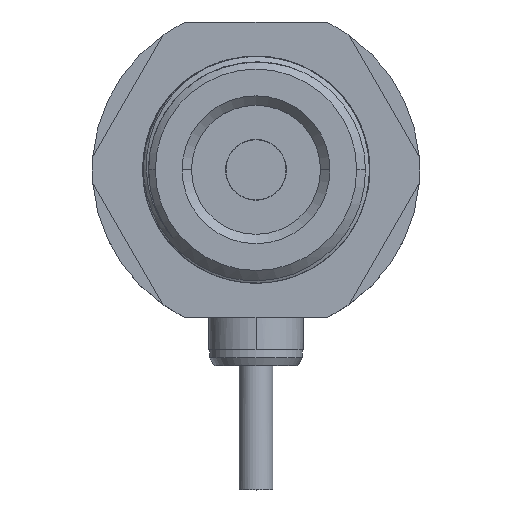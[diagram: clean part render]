
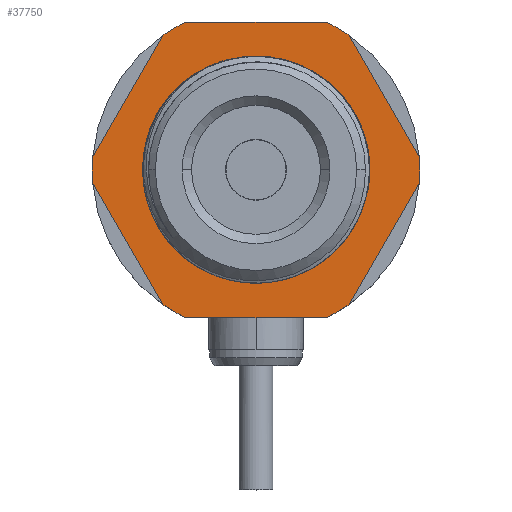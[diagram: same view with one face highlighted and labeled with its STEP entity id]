
A CAD part, top view. The second image highlights one B-rep face of the part: STEP entity #37750.
In plain terms, the highlighted planar face has unit normal (0, 0, 1).
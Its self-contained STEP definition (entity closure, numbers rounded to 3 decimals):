
#35384=CARTESIAN_POINT('',(0.,0.,9.));
#35385=DIRECTION('',(0.,0.,1.));
#35386=DIRECTION('',(-0.096,0.995,0.));
#35387=AXIS2_PLACEMENT_3D('',#35384,#35385,#35386);
#35389=CARTESIAN_POINT('',(-14.58,-10.733,9.));
#35390=CARTESIAN_POINT('',(-15.091,-10.004,9.));
#35391=CARTESIAN_POINT('',(-15.996,-8.489,9.));
#35392=CARTESIAN_POINT('',(-17.012,-6.03,9.));
#35393=CARTESIAN_POINT('',(-17.657,-3.431,9.));
#35394=CARTESIAN_POINT('',(-17.907,-0.804,9.));
#35395=CARTESIAN_POINT('',(-17.773,1.817,9.));
#35396=CARTESIAN_POINT('',(-17.249,4.406,9.));
#35397=CARTESIAN_POINT('',(-16.358,6.869,9.));
#35398=CARTESIAN_POINT('',(-15.127,9.154,9.));
#35399=CARTESIAN_POINT('',(-13.563,11.25,9.));
#35400=CARTESIAN_POINT('',(-11.703,13.09,9.));
#35401=CARTESIAN_POINT('',(-9.618,14.616,9.));
#35402=CARTESIAN_POINT('',(-7.332,15.82,9.));
#35403=CARTESIAN_POINT('',(-4.894,16.671,9.));
#35404=CARTESIAN_POINT('',(-3.226,16.988,9.));
#35405=CARTESIAN_POINT('',(-2.377,17.085,9.));
#35407=CARTESIAN_POINT('',(16.668,-7.067,9.));
#35408=CARTESIAN_POINT('',(16.365,-7.781,9.));
#35409=CARTESIAN_POINT('',(15.677,-9.154,9.));
#35410=CARTESIAN_POINT('',(14.388,-11.068,9.));
#35411=CARTESIAN_POINT('',(12.896,-12.774,9.));
#35412=CARTESIAN_POINT('',(11.207,-14.28,9.));
#35413=CARTESIAN_POINT('',(9.31,-15.584,9.));
#35414=CARTESIAN_POINT('',(7.207,-16.667,9.));
#35415=CARTESIAN_POINT('',(4.875,-17.498,9.));
#35416=CARTESIAN_POINT('',(2.304,-18.024,9.));
#35417=CARTESIAN_POINT('',(-0.381,-18.167,9.));
#35418=CARTESIAN_POINT('',(-3.062,-17.912,9.));
#35419=CARTESIAN_POINT('',(-5.693,-17.257,9.));
#35420=CARTESIAN_POINT('',(-8.118,-16.249,9.));
#35421=CARTESIAN_POINT('',(-10.204,-15.014,9.));
#35422=CARTESIAN_POINT('',(-11.932,-13.67,9.));
#35423=CARTESIAN_POINT('',(-13.387,-12.243,9.));
#35424=CARTESIAN_POINT('',(-14.206,-11.242,9.));
#35425=CARTESIAN_POINT('',(-14.58,-10.733,9.));
#35427=CARTESIAN_POINT('',(-1.653,17.171,9.));
#35428=CARTESIAN_POINT('',(-0.917,17.259,9.));
#35429=CARTESIAN_POINT('',(0.554,17.34,9.));
#35430=CARTESIAN_POINT('',(2.776,17.181,9.));
#35431=CARTESIAN_POINT('',(4.955,16.738,9.));
#35432=CARTESIAN_POINT('',(7.058,16.022,9.));
#35433=CARTESIAN_POINT('',(9.059,15.044,9.));
#35434=CARTESIAN_POINT('',(10.916,13.822,9.));
#35435=CARTESIAN_POINT('',(12.609,12.371,9.));
#35436=CARTESIAN_POINT('',(14.098,10.731,9.));
#35437=CARTESIAN_POINT('',(15.38,8.9,9.));
#35438=CARTESIAN_POINT('',(16.436,6.895,9.));
#35439=CARTESIAN_POINT('',(17.226,4.768,9.));
#35440=CARTESIAN_POINT('',(17.726,2.635,9.));
#35441=CARTESIAN_POINT('',(17.958,0.542,9.));
#35442=CARTESIAN_POINT('',(17.949,-1.448,9.));
#35443=CARTESIAN_POINT('',(17.734,-3.369,9.));
#35444=CARTESIAN_POINT('',(17.318,-5.248,9.));
#35445=CARTESIAN_POINT('',(16.907,-6.466,9.));
#35446=CARTESIAN_POINT('',(16.668,-7.067,9.));
#35448=DIRECTION('',(-0.5,-0.866,0.));
#35449=VECTOR('',#35448,22.249);
#35450=CARTESIAN_POINT('',(-14.789,21.384,9.));
#35451=LINE('',#35450,#35449);
#35452=CARTESIAN_POINT('',(0.,0.,9.));
#35453=DIRECTION('',(0.,0.,-1.));
#35454=DIRECTION('',(-0.569,0.822,0.));
#35455=AXIS2_PLACEMENT_3D('',#35452,#35453,#35454);
#35457=DIRECTION('',(-1.,0.,0.));
#35458=VECTOR('',#35457,22.249);
#35459=CARTESIAN_POINT('',(11.124,23.5,9.));
#35460=LINE('',#35459,#35458);
#35461=CARTESIAN_POINT('',(0.,0.,9.));
#35462=DIRECTION('',(0.,0.,-1.));
#35463=DIRECTION('',(0.428,0.904,0.));
#35464=AXIS2_PLACEMENT_3D('',#35461,#35462,#35463);
#35466=DIRECTION('',(-0.5,0.866,0.));
#35467=VECTOR('',#35466,22.249);
#35468=CARTESIAN_POINT('',(25.914,2.116,9.));
#35469=LINE('',#35468,#35467);
#35470=DIRECTION('',(0.5,0.866,0.));
#35471=VECTOR('',#35470,22.249);
#35472=CARTESIAN_POINT('',(14.789,-21.384,9.));
#35473=LINE('',#35472,#35471);
#35474=CARTESIAN_POINT('',(0.,0.,9.));
#35475=DIRECTION('',(0.,0.,-1.));
#35476=DIRECTION('',(0.569,-0.822,0.));
#35477=AXIS2_PLACEMENT_3D('',#35474,#35475,#35476);
#35479=DIRECTION('',(1.,0.,0.));
#35480=VECTOR('',#35479,22.249);
#35481=CARTESIAN_POINT('',(-11.124,-23.5,9.));
#35482=LINE('',#35481,#35480);
#35483=CARTESIAN_POINT('',(0.,0.,9.));
#35484=DIRECTION('',(0.,0.,-1.));
#35485=DIRECTION('',(-0.428,-0.904,0.));
#35486=AXIS2_PLACEMENT_3D('',#35483,#35484,#35485);
#35488=DIRECTION('',(0.5,-0.866,0.));
#35489=VECTOR('',#35488,22.249);
#35490=CARTESIAN_POINT('',(-25.914,-2.116,9.));
#35491=LINE('',#35490,#35489);
#35558=CARTESIAN_POINT('',(0.,0.,9.));
#35559=DIRECTION('',(0.,0.,1.));
#35560=DIRECTION('',(-0.997,0.081,0.));
#35561=AXIS2_PLACEMENT_3D('',#35558,#35559,#35560);
#35573=CARTESIAN_POINT('',(0.,0.,9.));
#35574=DIRECTION('',(0.,0.,1.));
#35575=DIRECTION('',(0.997,-0.081,0.));
#35576=AXIS2_PLACEMENT_3D('',#35573,#35574,#35575);
#35686=CARTESIAN_POINT('',(-1.653,17.171,9.));
#35687=CARTESIAN_POINT('',(-2.377,17.085,9.));
#35688=VERTEX_POINT('',#35686);
#35689=VERTEX_POINT('',#35687);
#35690=VERTEX_POINT('',#35389);
#35691=VERTEX_POINT('',#35446);
#35712=CARTESIAN_POINT('',(-14.789,21.384,9.));
#35713=CARTESIAN_POINT('',(-11.124,23.5,9.));
#35714=VERTEX_POINT('',#35712);
#35715=VERTEX_POINT('',#35713);
#35716=CARTESIAN_POINT('',(11.124,23.5,9.));
#35717=CARTESIAN_POINT('',(14.789,21.384,9.));
#35718=VERTEX_POINT('',#35716);
#35719=VERTEX_POINT('',#35717);
#35720=CARTESIAN_POINT('',(14.789,-21.384,9.));
#35721=CARTESIAN_POINT('',(11.124,-23.5,9.));
#35722=VERTEX_POINT('',#35720);
#35723=VERTEX_POINT('',#35721);
#35724=CARTESIAN_POINT('',(-11.124,-23.5,9.));
#35725=CARTESIAN_POINT('',(-14.789,-21.384,9.));
#35726=VERTEX_POINT('',#35724);
#35727=VERTEX_POINT('',#35725);
#35728=CARTESIAN_POINT('',(-25.914,2.116,9.));
#35730=VERTEX_POINT('',#35728);
#35732=CARTESIAN_POINT('',(-25.914,-2.116,9.));
#35734=VERTEX_POINT('',#35732);
#35736=CARTESIAN_POINT('',(25.914,-2.116,9.));
#35738=VERTEX_POINT('',#35736);
#35740=CARTESIAN_POINT('',(25.914,2.116,9.));
#35742=VERTEX_POINT('',#35740);
#37712=CARTESIAN_POINT('',(0.,0.,9.));
#37713=DIRECTION('',(0.,0.,1.));
#37714=DIRECTION('',(1.,0.,0.));
#37715=AXIS2_PLACEMENT_3D('',#37712,#37713,#37714);
#37716=PLANE('',#37715);
#37718=ORIENTED_EDGE('',*,*,#37717,.F.);
#37720=ORIENTED_EDGE('',*,*,#37719,.F.);
#37722=ORIENTED_EDGE('',*,*,#37721,.T.);
#37724=ORIENTED_EDGE('',*,*,#37723,.F.);
#37726=ORIENTED_EDGE('',*,*,#37725,.T.);
#37728=ORIENTED_EDGE('',*,*,#37727,.F.);
#37730=ORIENTED_EDGE('',*,*,#37729,.F.);
#37732=ORIENTED_EDGE('',*,*,#37731,.F.);
#37734=ORIENTED_EDGE('',*,*,#37733,.T.);
#37736=ORIENTED_EDGE('',*,*,#37735,.F.);
#37738=ORIENTED_EDGE('',*,*,#37737,.T.);
#37740=ORIENTED_EDGE('',*,*,#37739,.F.);
#37741=EDGE_LOOP('',(#37718,#37720,#37722,#37724,#37726,#37728,#37730,#37732,
#37734,#37736,#37738,#37740));
#37742=FACE_OUTER_BOUND('',#37741,.F.);
#37743=ORIENTED_EDGE('',*,*,#36614,.T.);
#37744=ORIENTED_EDGE('',*,*,#37700,.F.);
#37745=ORIENTED_EDGE('',*,*,#37470,.F.);
#37747=ORIENTED_EDGE('',*,*,#37746,.F.);
#37748=EDGE_LOOP('',(#37743,#37744,#37745,#37747));
#37749=FACE_BOUND('',#37748,.F.);
#37750=ADVANCED_FACE('',(#37742,#37749),#37716,.T.);
#35388=CIRCLE('',#35387,17.25);
#35406=B_SPLINE_CURVE_WITH_KNOTS('',3,(#35389,#35390,#35391,#35392,#35393,
#35394,#35395,#35396,#35397,#35398,#35399,#35400,#35401,#35402,#35403,#35404,
#35405),.UNSPECIFIED.,.F.,.F.,(4,1,1,1,1,1,1,1,1,1,1,1,1,1,4),(0.,
0.071,0.143,0.214,0.286,
0.357,0.429,0.5,0.571,0.643,
0.714,0.786,0.857,0.929,1.),
.UNSPECIFIED.);
#35426=B_SPLINE_CURVE_WITH_KNOTS('',3,(#35407,#35408,#35409,#35410,#35411,
#35412,#35413,#35414,#35415,#35416,#35417,#35418,#35419,#35420,#35421,#35422,
#35423,#35424,#35425),.UNSPECIFIED.,.F.,.F.,(4,1,1,1,1,1,1,1,1,1,1,1,1,1,1,1,4),
(0.,0.063,0.125,0.188,0.25,0.313,0.375,0.438,0.5,0.563,
0.625,0.688,0.75,0.813,0.875,0.938,1.),.UNSPECIFIED.);
#35447=B_SPLINE_CURVE_WITH_KNOTS('',3,(#35427,#35428,#35429,#35430,#35431,
#35432,#35433,#35434,#35435,#35436,#35437,#35438,#35439,#35440,#35441,#35442,
#35443,#35444,#35445,#35446),.UNSPECIFIED.,.F.,.F.,(4,1,1,1,1,1,1,1,1,1,1,1,1,1,
1,1,1,4),(0.,0.059,0.118,0.176,
0.235,0.294,0.353,0.412,
0.471,0.529,0.588,0.647,
0.706,0.765,0.824,0.882,
0.941,1.),.UNSPECIFIED.);
#35456=CIRCLE('',#35455,26.);
#35465=CIRCLE('',#35464,26.);
#35478=CIRCLE('',#35477,26.);
#35487=CIRCLE('',#35486,26.);
#35562=CIRCLE('',#35561,26.);
#35577=CIRCLE('',#35576,26.);
#36614=EDGE_CURVE('',#35688,#35689,#35388,.T.);
#37470=EDGE_CURVE('',#35691,#35690,#35426,.T.);
#37700=EDGE_CURVE('',#35690,#35689,#35406,.T.);
#37717=EDGE_CURVE('',#35730,#35734,#35562,.T.);
#37719=EDGE_CURVE('',#35714,#35730,#35451,.T.);
#37721=EDGE_CURVE('',#35714,#35715,#35456,.T.);
#37723=EDGE_CURVE('',#35718,#35715,#35460,.T.);
#37725=EDGE_CURVE('',#35718,#35719,#35465,.T.);
#37727=EDGE_CURVE('',#35742,#35719,#35469,.T.);
#37729=EDGE_CURVE('',#35738,#35742,#35577,.T.);
#37731=EDGE_CURVE('',#35722,#35738,#35473,.T.);
#37733=EDGE_CURVE('',#35722,#35723,#35478,.T.);
#37735=EDGE_CURVE('',#35726,#35723,#35482,.T.);
#37737=EDGE_CURVE('',#35726,#35727,#35487,.T.);
#37739=EDGE_CURVE('',#35734,#35727,#35491,.T.);
#37746=EDGE_CURVE('',#35688,#35691,#35447,.T.);
